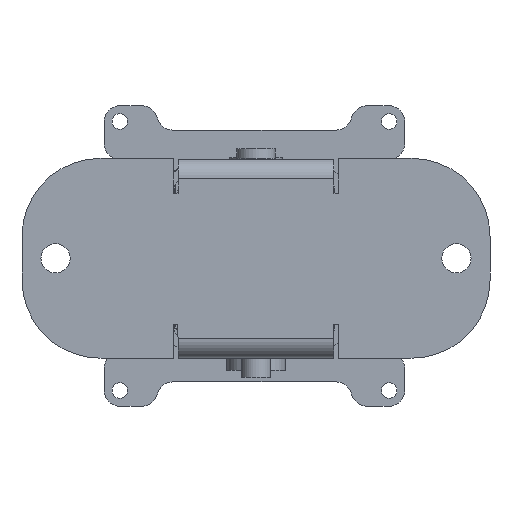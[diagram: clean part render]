
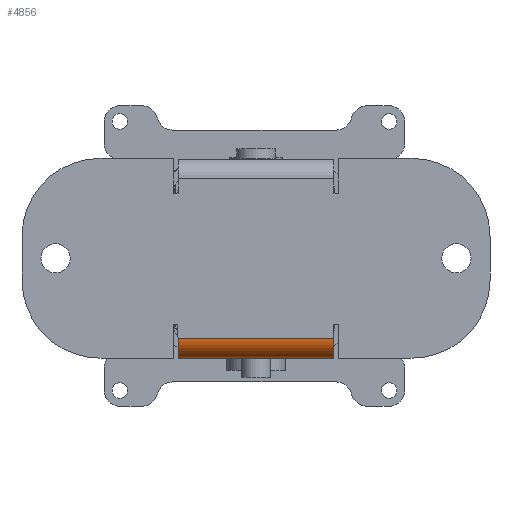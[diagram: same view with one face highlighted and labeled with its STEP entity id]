
A CAD part, front view. The second image highlights one B-rep face of the part: STEP entity #4856.
In plain terms, the highlighted cylindrical face has radius 6.35 mm (diameter 12.7 mm), a partial arc.
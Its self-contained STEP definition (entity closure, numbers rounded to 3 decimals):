
#381 = LINE ( 'NONE', #2120, #14458 ) ;
#1228 = CARTESIAN_POINT ( 'NONE',  ( 10.638, -28.043, 276.523 ) ) ;
#1582 = CARTESIAN_POINT ( 'NONE',  ( 36.038, -28.043, 276.523 ) ) ;
#1853 = CARTESIAN_POINT ( 'NONE',  ( 36.038, -28.043, 282.873 ) ) ;
#2120 = CARTESIAN_POINT ( 'NONE',  ( 36.038, -34.393, 282.873 ) ) ;
#2754 = LINE ( 'NONE', #1228, #13842 ) ;
#2786 = VERTEX_POINT ( 'NONE', #15932 ) ;
#4289 = DIRECTION ( 'NONE',  ( 0., 0., 1. ) ) ;
#4387 = DIRECTION ( 'NONE',  ( 1., 0., 0. ) ) ;
#4856 = ADVANCED_FACE ( 'NONE', ( #17365 ), #8829, .T. ) ;
#5690 = DIRECTION ( 'NONE',  ( 1., 0., 0. ) ) ;
#5907 = VERTEX_POINT ( 'NONE', #16968 ) ;
#6438 = EDGE_CURVE ( 'NONE', #5907, #16913, #381, .T. ) ;
#7462 = CIRCLE ( 'NONE', #14360, 6.35 ) ;
#7558 = AXIS2_PLACEMENT_3D ( 'NONE', #16190, #12726, #19532 ) ;
#8123 = VERTEX_POINT ( 'NONE', #1582 ) ;
#8829 = CYLINDRICAL_SURFACE ( 'NONE', #15152, 6.35 ) ;
#9475 = EDGE_CURVE ( 'NONE', #2786, #16913, #16184, .T. ) ;
#9494 = ORIENTED_EDGE ( 'NONE', *, *, #6438, .T. ) ;
#11297 = EDGE_CURVE ( 'NONE', #2786, #8123, #2754, .T. ) ;
#12726 = DIRECTION ( 'NONE',  ( -1., 0., 0. ) ) ;
#13842 = VECTOR ( 'NONE', #4387, 1000. ) ;
#14224 = EDGE_LOOP ( 'NONE', ( #15644, #18216, #17536, #9494 ) ) ;
#14360 = AXIS2_PLACEMENT_3D ( 'NONE', #1853, #19914, #19814 ) ;
#14458 = VECTOR ( 'NONE', #18552, 1000. ) ;
#15152 = AXIS2_PLACEMENT_3D ( 'NONE', #15648, #5690, #4289 ) ;
#15644 = ORIENTED_EDGE ( 'NONE', *, *, #9475, .F. ) ;
#15648 = CARTESIAN_POINT ( 'NONE',  ( 10.638, -28.043, 282.873 ) ) ;
#15932 = CARTESIAN_POINT ( 'NONE',  ( -14.762, -28.043, 276.523 ) ) ;
#16184 = CIRCLE ( 'NONE', #7558, 6.35 ) ;
#16190 = CARTESIAN_POINT ( 'NONE',  ( -14.762, -28.043, 282.873 ) ) ;
#16913 = VERTEX_POINT ( 'NONE', #18353 ) ;
#16968 = CARTESIAN_POINT ( 'NONE',  ( 36.038, -34.393, 282.873 ) ) ;
#17365 = FACE_OUTER_BOUND ( 'NONE', #14224, .T. ) ;
#17536 = ORIENTED_EDGE ( 'NONE', *, *, #17672, .F. ) ;
#17672 = EDGE_CURVE ( 'NONE', #5907, #8123, #7462, .T. ) ;
#18216 = ORIENTED_EDGE ( 'NONE', *, *, #11297, .T. ) ;
#18353 = CARTESIAN_POINT ( 'NONE',  ( -14.762, -34.393, 282.873 ) ) ;
#18552 = DIRECTION ( 'NONE',  ( -1., 0., 0. ) ) ;
#19532 = DIRECTION ( 'NONE',  ( 0., 0., 1. ) ) ;
#19814 = DIRECTION ( 'NONE',  ( 0., 0., 1. ) ) ;
#19914 = DIRECTION ( 'NONE',  ( 1., 0., 0. ) ) ;
